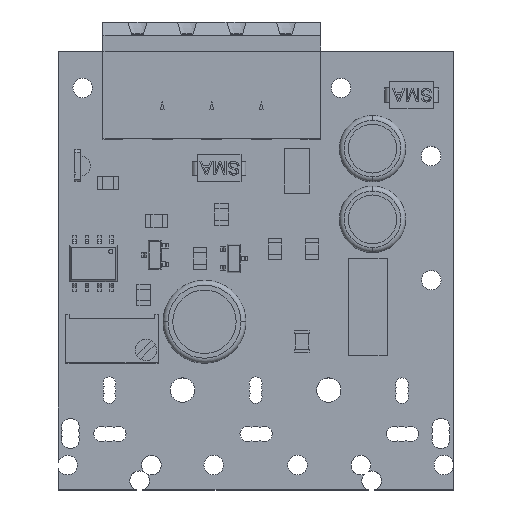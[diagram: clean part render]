
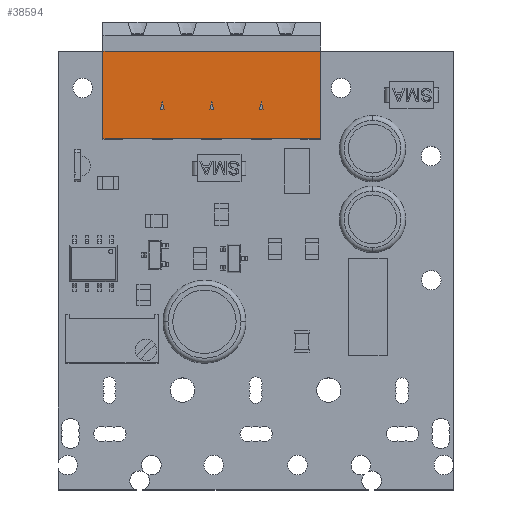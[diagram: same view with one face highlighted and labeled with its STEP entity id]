
A CAD part, top view. The second image highlights one B-rep face of the part: STEP entity #38594.
In plain terms, the highlighted planar face has unit normal (0, 0, 1).
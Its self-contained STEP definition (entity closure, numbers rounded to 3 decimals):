
#34935 = VERTEX_POINT('',#34936);
#34936 = CARTESIAN_POINT('',(-11.16,-7.,7.67));
#34942 = EDGE_CURVE('',#34943,#34935,#34945,.T.);
#34943 = VERTEX_POINT('',#34944);
#34944 = CARTESIAN_POINT('',(-11.16,2.,7.67));
#34945 = LINE('',#34946,#34947);
#34946 = CARTESIAN_POINT('',(-11.16,2.,7.67));
#34947 = VECTOR('',#34948,1.);
#34948 = DIRECTION('',(0.,-1.,0.));
#36761 = VERTEX_POINT('',#36762);
#36762 = CARTESIAN_POINT('',(5.08,-1.8,7.67));
#36779 = VERTEX_POINT('',#36780);
#36780 = CARTESIAN_POINT('',(4.879,-1.05,7.67));
#36786 = EDGE_CURVE('',#36779,#36761,#36787,.T.);
#36787 = LINE('',#36788,#36789);
#36788 = CARTESIAN_POINT('',(4.879,-1.05,7.67));
#36789 = VECTOR('',#36790,1.);
#36790 = DIRECTION('',(0.259,-0.966,0.));
#36810 = VERTEX_POINT('',#36811);
#36811 = CARTESIAN_POINT('',(5.281,-1.05,7.67));
#36817 = EDGE_CURVE('',#36779,#36810,#36818,.T.);
#36818 = LINE('',#36819,#36820);
#36819 = CARTESIAN_POINT('',(4.879,-1.05,7.67));
#36820 = VECTOR('',#36821,1.);
#36821 = DIRECTION('',(1.,0.,0.));
#36839 = EDGE_CURVE('',#36810,#36761,#36840,.T.);
#36840 = LINE('',#36841,#36842);
#36841 = CARTESIAN_POINT('',(5.281,-1.05,7.67));
#36842 = VECTOR('',#36843,1.);
#36843 = DIRECTION('',(-0.259,-0.966,0.));
#37026 = EDGE_CURVE('',#34943,#37027,#37029,.T.);
#37027 = VERTEX_POINT('',#37028);
#37028 = CARTESIAN_POINT('',(11.16,2.,7.67));
#37029 = LINE('',#37030,#37031);
#37030 = CARTESIAN_POINT('',(-11.16,2.,7.67));
#37031 = VECTOR('',#37032,1.);
#37032 = DIRECTION('',(1.,0.,0.));
#37332 = EDGE_CURVE('',#37027,#37333,#37335,.T.);
#37333 = VERTEX_POINT('',#37334);
#37334 = CARTESIAN_POINT('',(11.16,-7.,7.67));
#37335 = LINE('',#37336,#37337);
#37336 = CARTESIAN_POINT('',(11.16,2.,7.67));
#37337 = VECTOR('',#37338,1.);
#37338 = DIRECTION('',(0.,-1.,0.));
#38594 = ADVANCED_FACE('',(#38595,#38606,#38632,#38658),#38663,.F.);
#38595 = FACE_BOUND('',#38596,.T.);
#38596 = EDGE_LOOP('',(#38597,#38603,#38604,#38605));
#38597 = ORIENTED_EDGE('',*,*,#38598,.T.);
#38598 = EDGE_CURVE('',#34935,#37333,#38599,.T.);
#38599 = LINE('',#38600,#38601);
#38600 = CARTESIAN_POINT('',(-11.16,-7.,7.67));
#38601 = VECTOR('',#38602,1.);
#38602 = DIRECTION('',(1.,0.,0.));
#38603 = ORIENTED_EDGE('',*,*,#37332,.F.);
#38604 = ORIENTED_EDGE('',*,*,#37026,.F.);
#38605 = ORIENTED_EDGE('',*,*,#34942,.T.);
#38606 = FACE_BOUND('',#38607,.T.);
#38607 = EDGE_LOOP('',(#38608,#38618,#38626));
#38608 = ORIENTED_EDGE('',*,*,#38609,.F.);
#38609 = EDGE_CURVE('',#38610,#38612,#38614,.T.);
#38610 = VERTEX_POINT('',#38611);
#38611 = CARTESIAN_POINT('',(-5.281,-1.05,7.67));
#38612 = VERTEX_POINT('',#38613);
#38613 = CARTESIAN_POINT('',(-5.08,-1.8,7.67));
#38614 = LINE('',#38615,#38616);
#38615 = CARTESIAN_POINT('',(-5.281,-1.05,7.67));
#38616 = VECTOR('',#38617,1.);
#38617 = DIRECTION('',(0.259,-0.966,0.));
#38618 = ORIENTED_EDGE('',*,*,#38619,.T.);
#38619 = EDGE_CURVE('',#38610,#38620,#38622,.T.);
#38620 = VERTEX_POINT('',#38621);
#38621 = CARTESIAN_POINT('',(-4.879,-1.05,7.67));
#38622 = LINE('',#38623,#38624);
#38623 = CARTESIAN_POINT('',(-5.281,-1.05,7.67));
#38624 = VECTOR('',#38625,1.);
#38625 = DIRECTION('',(1.,0.,0.));
#38626 = ORIENTED_EDGE('',*,*,#38627,.T.);
#38627 = EDGE_CURVE('',#38620,#38612,#38628,.T.);
#38628 = LINE('',#38629,#38630);
#38629 = CARTESIAN_POINT('',(-4.879,-1.05,7.67));
#38630 = VECTOR('',#38631,1.);
#38631 = DIRECTION('',(-0.259,-0.966,0.));
#38632 = FACE_BOUND('',#38633,.T.);
#38633 = EDGE_LOOP('',(#38634,#38644,#38652));
#38634 = ORIENTED_EDGE('',*,*,#38635,.F.);
#38635 = EDGE_CURVE('',#38636,#38638,#38640,.T.);
#38636 = VERTEX_POINT('',#38637);
#38637 = CARTESIAN_POINT('',(-0.201,-1.05,7.67));
#38638 = VERTEX_POINT('',#38639);
#38639 = CARTESIAN_POINT('',(0.,-1.8,7.67));
#38640 = LINE('',#38641,#38642);
#38641 = CARTESIAN_POINT('',(-0.201,-1.05,7.67));
#38642 = VECTOR('',#38643,1.);
#38643 = DIRECTION('',(0.259,-0.966,0.));
#38644 = ORIENTED_EDGE('',*,*,#38645,.T.);
#38645 = EDGE_CURVE('',#38636,#38646,#38648,.T.);
#38646 = VERTEX_POINT('',#38647);
#38647 = CARTESIAN_POINT('',(0.201,-1.05,7.67));
#38648 = LINE('',#38649,#38650);
#38649 = CARTESIAN_POINT('',(-0.201,-1.05,7.67));
#38650 = VECTOR('',#38651,1.);
#38651 = DIRECTION('',(1.,0.,0.));
#38652 = ORIENTED_EDGE('',*,*,#38653,.T.);
#38653 = EDGE_CURVE('',#38646,#38638,#38654,.T.);
#38654 = LINE('',#38655,#38656);
#38655 = CARTESIAN_POINT('',(0.201,-1.05,7.67));
#38656 = VECTOR('',#38657,1.);
#38657 = DIRECTION('',(-0.259,-0.966,0.));
#38658 = FACE_BOUND('',#38659,.T.);
#38659 = EDGE_LOOP('',(#38660,#38661,#38662));
#38660 = ORIENTED_EDGE('',*,*,#36786,.F.);
#38661 = ORIENTED_EDGE('',*,*,#36817,.T.);
#38662 = ORIENTED_EDGE('',*,*,#36839,.T.);
#38663 = PLANE('',#38664);
#38664 = AXIS2_PLACEMENT_3D('',#38665,#38666,#38667);
#38665 = CARTESIAN_POINT('',(-2.505,0.77,7.67));
#38666 = DIRECTION('',(0.,0.,-1.));
#38667 = DIRECTION('',(1.,0.,0.));
